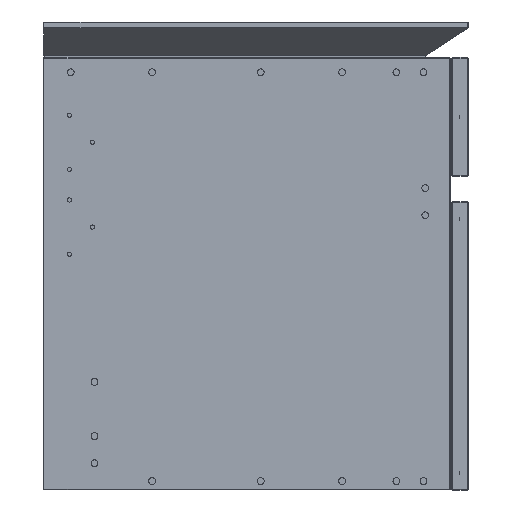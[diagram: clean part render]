
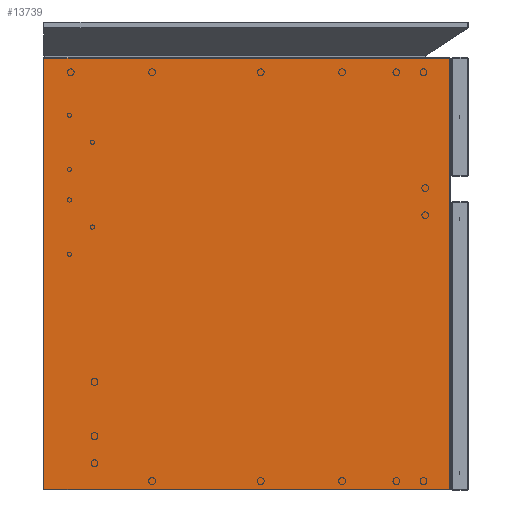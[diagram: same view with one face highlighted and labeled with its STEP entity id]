
A CAD part, left-side view. The second image highlights one B-rep face of the part: STEP entity #13739.
In plain terms, the highlighted planar face has unit normal (-1, 0, 0).
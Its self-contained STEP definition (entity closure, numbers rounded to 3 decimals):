
#13644=CARTESIAN_POINT('',(567.433,7258.753,-0.8));
#13645=VERTEX_POINT('',#13644);
#13652=CARTESIAN_POINT('',(567.433,6780.553,-0.8));
#13653=VERTEX_POINT('',#13652);
#13654=CARTESIAN_POINT('',(567.433,7258.753,-0.8));
#13655=DIRECTION('',(0.0,-1.0,0.0));
#13656=VECTOR('',#13655,478.2);
#13657=LINE('',#13654,#13656);
#13658=EDGE_CURVE('',#13645,#13653,#13657,.T.);
#13675=CARTESIAN_POINT('',(567.433,6780.553,-509.2));
#13676=VERTEX_POINT('',#13675);
#13677=CARTESIAN_POINT('',(567.433,6780.553,-0.8));
#13678=DIRECTION('',(0.0,0.0,-1.0));
#13679=VECTOR('',#13678,508.4);
#13680=LINE('',#13677,#13679);
#13681=EDGE_CURVE('',#13653,#13676,#13680,.T.);
#13716=CARTESIAN_POINT('',(567.433,7019.653,-0.799));
#13717=DIRECTION('',(-1.0,0.0,0.0));
#13718=DIRECTION('',(0.0,0.0,1.0));
#13719=AXIS2_PLACEMENT_3D('',#13716,#13717,#13718);
#13720=PLANE('',#13719);
#13721=ORIENTED_EDGE('',*,*,#13658,.F.);
#13722=CARTESIAN_POINT('',(567.433,7258.753,-509.2));
#13723=VERTEX_POINT('',#13722);
#13724=CARTESIAN_POINT('',(567.433,7258.753,-509.2));
#13725=DIRECTION('',(0.0,0.0,1.0));
#13726=VECTOR('',#13725,508.4);
#13727=LINE('',#13724,#13726);
#13728=EDGE_CURVE('',#13723,#13645,#13727,.T.);
#13729=ORIENTED_EDGE('',*,*,#13728,.F.);
#13730=CARTESIAN_POINT('',(567.433,6780.553,-509.2));
#13731=DIRECTION('',(0.0,1.0,0.0));
#13732=VECTOR('',#13731,478.2);
#13733=LINE('',#13730,#13732);
#13734=EDGE_CURVE('',#13676,#13723,#13733,.T.);
#13735=ORIENTED_EDGE('',*,*,#13734,.F.);
#13736=ORIENTED_EDGE('',*,*,#13681,.F.);
#13737=EDGE_LOOP('',(#13721,#13729,#13735,#13736));
#13738=FACE_OUTER_BOUND('',#13737,.T.);
#13739=ADVANCED_FACE('',(#13738),#13720,.T.);
